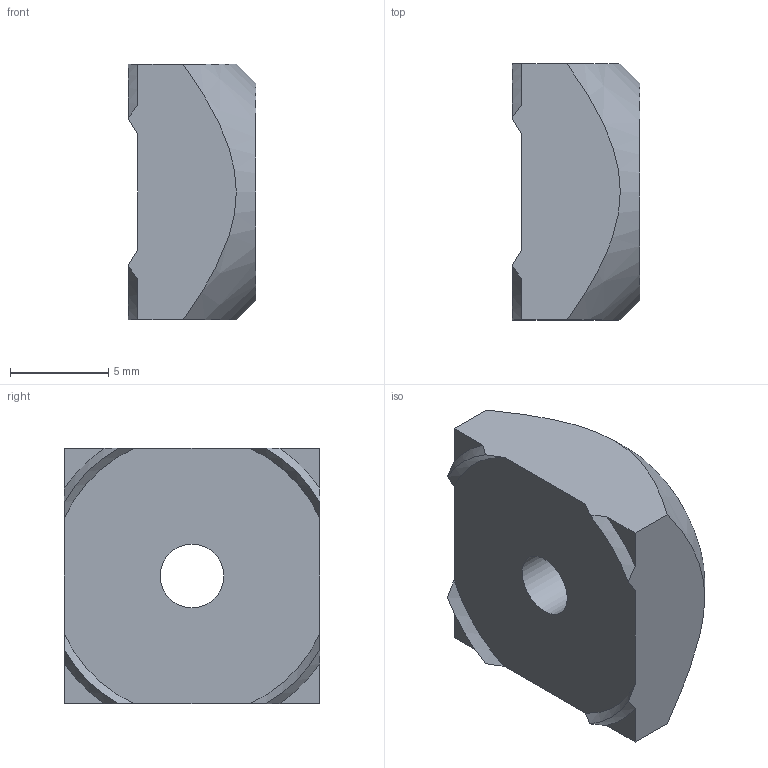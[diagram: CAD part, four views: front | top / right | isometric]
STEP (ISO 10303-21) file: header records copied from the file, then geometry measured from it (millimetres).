
FILE_DESCRIPTION(/* description */ ('Nakrętka M4 45-8 ESD'),/* implementation_level */ '2;1');
FILE_NAME(/* name */ '210400ESD.stp',/* time_stamp */ '2023-01-20T06:57:18+01:00',/* author */ ('aluteckkpl_am'),/* organization */ (''),/* preprocessor_version */ 'ST-DEVELOPER v18.1',/* originating_system */ 'Autodesk Inventor 2021',/* authorisation */ '');
FILE_SCHEMA (('CONFIG_CONTROL_DESIGN'));
Length unit declared in the file: millimetre
Products named in the file (1): 210400ESD-ZP
Bounding box: 6.5 x 13 x 13 mm (x, y, z)
Volume: 882.1 mm3; surface area: 634.3 mm2
Topology: 1 solids, 1 shells, 20 faces, 56 edges, 38 vertices
Faces by surface type: plane 10, cone 9, cylinder 1
Full cylindrical faces by diameter (mm): 3.242 x1
Entity records: 686 total; most frequent: CARTESIAN_POINT 157, ORIENTED_EDGE 112, DIRECTION 94, EDGE_CURVE 56, VERTEX_POINT 38, AXIS2_PLACEMENT_3D 38, EDGE_LOOP 22, FACE_OUTER_BOUND 20
